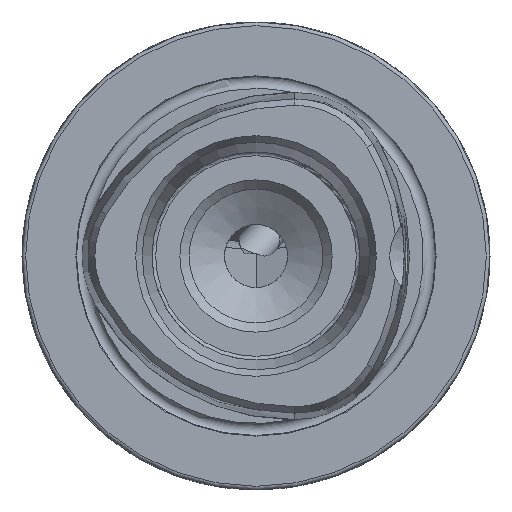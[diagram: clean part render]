
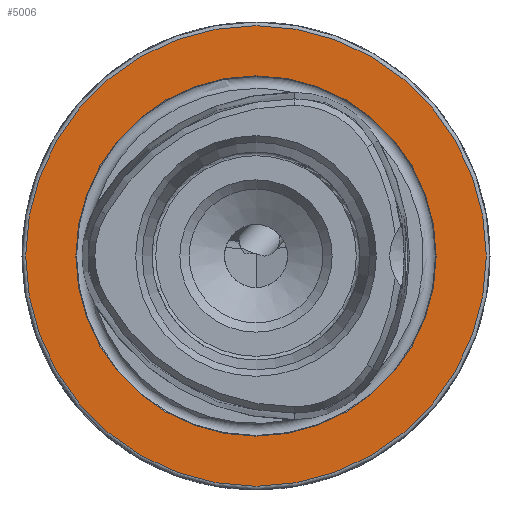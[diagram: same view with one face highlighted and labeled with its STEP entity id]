
A CAD part, left-side view. The second image highlights one B-rep face of the part: STEP entity #5006.
In plain terms, the highlighted planar face has unit normal (-1, 0, 0).
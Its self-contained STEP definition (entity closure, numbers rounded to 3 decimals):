
#155 = DIRECTION ( 'NONE',  ( 0., 0., 1. ) ) ;
#694 = CARTESIAN_POINT ( 'NONE',  ( 0., 0., 0. ) ) ;
#936 = DIRECTION ( 'NONE',  ( 1., 0., 0. ) ) ;
#1490 = DIRECTION ( 'NONE',  ( 0., 0., 1. ) ) ;
#2171 = VERTEX_POINT ( 'NONE', #2778 ) ;
#2630 = CIRCLE ( 'NONE', #5978, 24.25 ) ;
#2778 = CARTESIAN_POINT ( 'NONE',  ( 0., 0., 24.25 ) ) ;
#2870 = EDGE_CURVE ( 'NONE', #2171, #2171, #2630, .T. ) ;
#3395 = DIRECTION ( 'NONE',  ( -1., 0., 0. ) ) ;
#3451 = DIRECTION ( 'NONE',  ( 0., 0., -1. ) ) ;
#3480 = FACE_OUTER_BOUND ( 'NONE', #9760, .T. ) ;
#3996 = CARTESIAN_POINT ( 'NONE',  ( 0., 0., 0. ) ) ;
#4297 = ORIENTED_EDGE ( 'NONE', *, *, #2870, .F. ) ;
#4360 = EDGE_CURVE ( 'NONE', #6406, #6406, #9221, .T. ) ;
#5006 = ADVANCED_FACE ( 'NONE', ( #10285, #3480 ), #9364, .F. ) ;
#5387 = EDGE_LOOP ( 'NONE', ( #4297 ) ) ;
#5635 = AXIS2_PLACEMENT_3D ( 'NONE', #694, #3395, #155 ) ;
#5978 = AXIS2_PLACEMENT_3D ( 'NONE', #3996, #7363, #1490 ) ;
#6406 = VERTEX_POINT ( 'NONE', #9695 ) ;
#7363 = DIRECTION ( 'NONE',  ( -1., 0., 0. ) ) ;
#7802 = CARTESIAN_POINT ( 'NONE',  ( 0., 24.25, 0. ) ) ;
#8975 = ORIENTED_EDGE ( 'NONE', *, *, #4360, .T. ) ;
#9221 = CIRCLE ( 'NONE', #5635, 31. ) ;
#9364 = PLANE ( 'NONE',  #10014 ) ;
#9695 = CARTESIAN_POINT ( 'NONE',  ( 0., 0., 31. ) ) ;
#9760 = EDGE_LOOP ( 'NONE', ( #8975 ) ) ;
#10014 = AXIS2_PLACEMENT_3D ( 'NONE', #7802, #936, #3451 ) ;
#10285 = FACE_BOUND ( 'NONE', #5387, .T. ) ;
